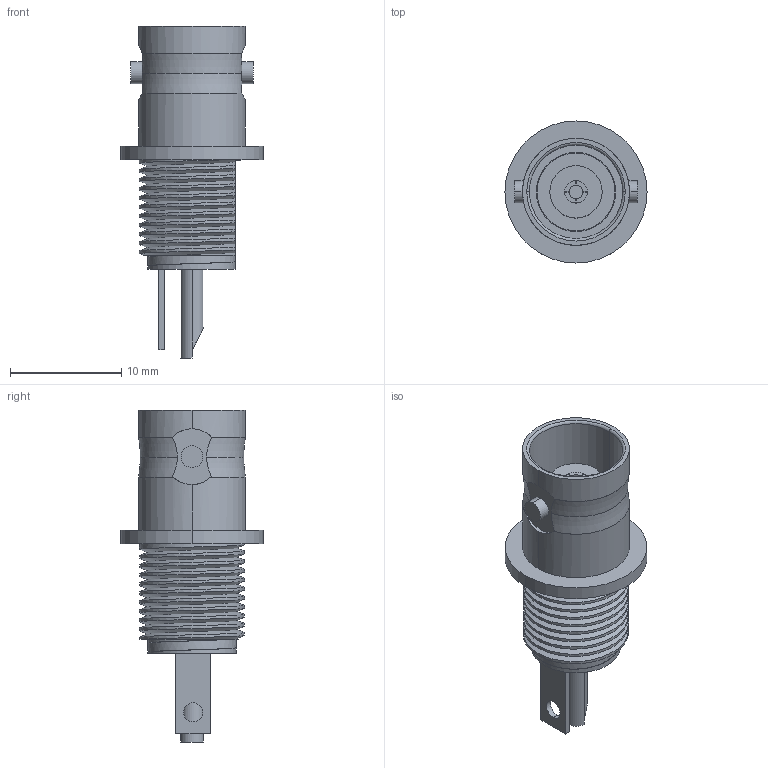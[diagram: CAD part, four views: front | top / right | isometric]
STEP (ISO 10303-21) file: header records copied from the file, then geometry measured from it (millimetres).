
FILE_DESCRIPTION (( 'STEP AP214' ), '1' );
FILE_NAME ('Amphenal_031_10_RFXG1.STEP', '2022-08-06T17:18:47', ( '' ), ( '' ), 'SwSTEP 2.0', 'SolidWorks 2020', '' );
FILE_SCHEMA (( 'AUTOMOTIVE_DESIGN' ));
Length unit declared in the file: inch
Products named in the file (5): Amphenal_031_10_RFXG1; 031_10_RFXG1_Pin; 031_10_RFXG1_Gnd; 031_10_RFXG1_bayo; 031_10_RFXG1_Ins
Assembly tree (4 placements, depth 2):
  Amphenal_031_10_RFXG1
    031_10_RFXG1_bayo
    031_10_RFXG1_Ins
    031_10_RFXG1_Pin
    031_10_RFXG1_Gnd
Bounding box: 12.75 x 12.75 x 29.79 mm (x, y, z)
Volume: 1144.7 mm3; surface area: 2051.9 mm2
Topology: 4 solids, 4 shells, 131 faces, 342 edges, 225 vertices
Faces by surface type: cylinder 53, plane 46, bspline 26, torus 6
Entity records: 15272 total; most frequent: CARTESIAN_POINT 12115, ORIENTED_EDGE 684, DIRECTION 537, EDGE_CURVE 342, VERTEX_POINT 225, AXIS2_PLACEMENT_3D 202, EDGE_LOOP 143, LINE 133
